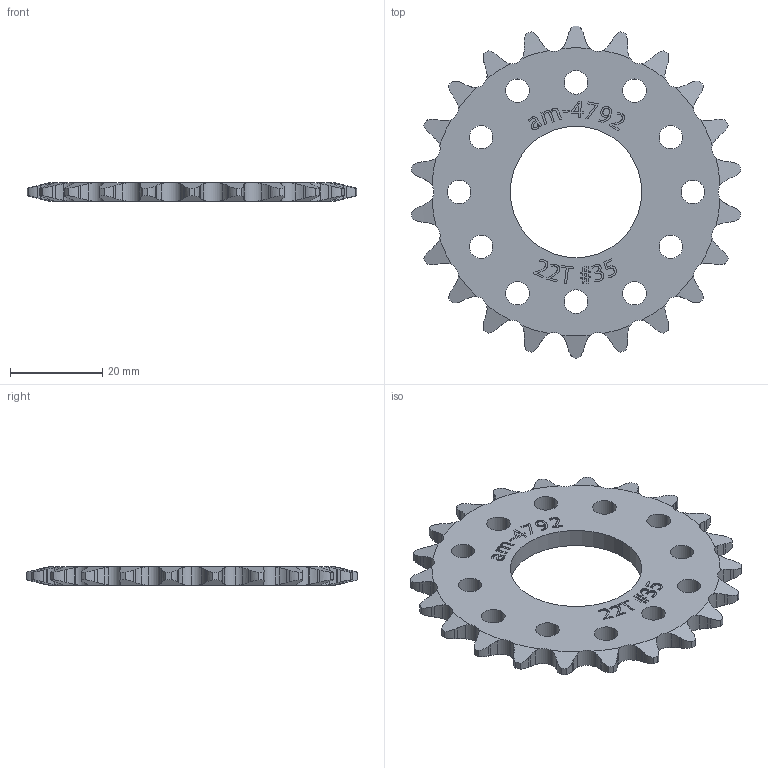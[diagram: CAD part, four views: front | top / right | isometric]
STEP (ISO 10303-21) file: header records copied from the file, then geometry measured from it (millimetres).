
FILE_DESCRIPTION (( 'STEP AP203' ), '1' );
FILE_NAME ('am-4792 22T 35 Chain 1125in Plate.STEP', '2022-08-02T13:47:58', ( '' ), ( '' ), 'SwSTEP 2.0', 'SolidWorks 2022', '' );
FILE_SCHEMA (( 'CONFIG_CONTROL_DESIGN' ));
Length unit declared in the file: inch
Products named in the file (1): am-4792 22T 35 Chain 1125in Plate
Bounding box: 71.56 x 72.13 x 3.99 mm (x, y, z)
Volume: 9815.8 mm3; surface area: 7264 mm2
Topology: 1 solids, 1 shells, 485 faces, 1398 edges, 932 vertices
Faces by surface type: plane 190, cylinder 171, bspline 80, cone 44
Entity records: 20201 total; most frequent: CARTESIAN_POINT 8428, ORIENTED_EDGE 2796, DIRECTION 1868, EDGE_CURVE 1398, VERTEX_POINT 932, LINE 676, VECTOR 676, AXIS2_PLACEMENT_3D 596
